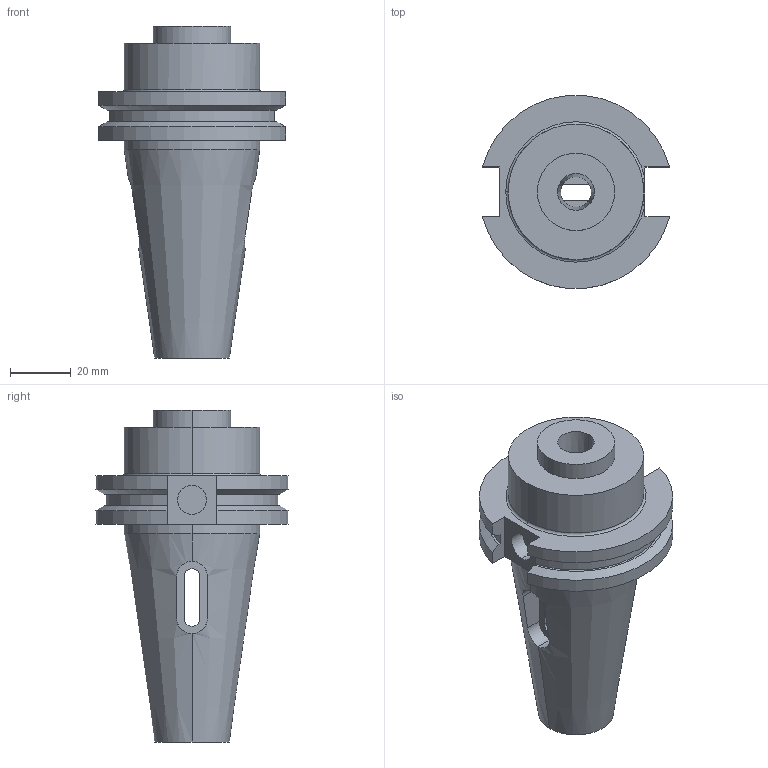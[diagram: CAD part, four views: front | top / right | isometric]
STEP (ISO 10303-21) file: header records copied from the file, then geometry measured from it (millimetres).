
FILE_DESCRIPTION (( 'STEP AP203' ), '1' );
FILE_NAME ('STP-5031-465-001-041-0(22611).STEP', '2021-06-23T03:19:32', ( '' ), ( '' ), 'SwSTEP 2.0', 'SolidWorks 2017', '' );
FILE_SCHEMA (( 'CONFIG_CONTROL_DESIGN' ));
Length unit declared in the file: millimetre
Products named in the file (1): STP-5031-465-001-041-0(22611)
Bounding box: 61.35 x 63.26 x 108.89 mm (x, y, z)
Volume: 122413.4 mm3; surface area: 24871.1 mm2
Topology: 1 solids, 1 shells, 77 faces, 207 edges, 135 vertices
Faces by surface type: cylinder 34, plane 32, cone 8, torus 2, bspline 1
Entity records: 2808 total; most frequent: CARTESIAN_POINT 791, ORIENTED_EDGE 414, DIRECTION 398, EDGE_CURVE 207, AXIS2_PLACEMENT_3D 148, VERTEX_POINT 135, VECTOR 102, LINE 102
